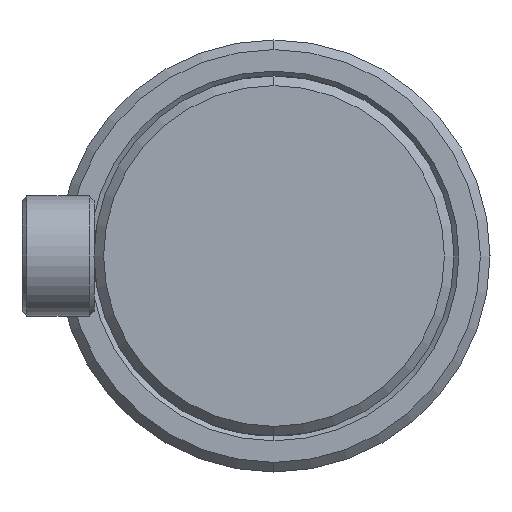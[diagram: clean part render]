
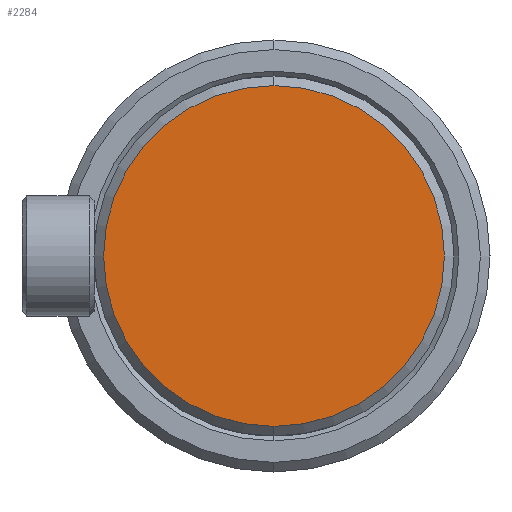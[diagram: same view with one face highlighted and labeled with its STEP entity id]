
A CAD part, left-side view. The second image highlights one B-rep face of the part: STEP entity #2284.
In plain terms, the highlighted planar face has unit normal (-1, 0, 0).
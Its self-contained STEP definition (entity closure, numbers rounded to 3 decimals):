
#68 = VERTEX_POINT ( 'NONE', #1622 ) ;
#132 = CIRCLE ( 'NONE', #1278, 35.5 ) ;
#138 = CARTESIAN_POINT ( 'NONE',  ( -53., 0., 0. ) ) ;
#368 = CARTESIAN_POINT ( 'NONE',  ( -53., 37.5, 0. ) ) ;
#533 = CARTESIAN_POINT ( 'NONE',  ( -53., 0., 0. ) ) ;
#669 = ORIENTED_EDGE ( 'NONE', *, *, #1560, .T. ) ;
#678 = CARTESIAN_POINT ( 'NONE',  ( -53., 0., 35.5 ) ) ;
#683 = ORIENTED_EDGE ( 'NONE', *, *, #1729, .T. ) ;
#844 = PLANE ( 'NONE',  #1269 ) ;
#1178 = VERTEX_POINT ( 'NONE', #678 ) ;
#1269 = AXIS2_PLACEMENT_3D ( 'NONE', #368, #3102, #1548 ) ;
#1271 = DIRECTION ( 'NONE',  ( -1., 0., 0. ) ) ;
#1278 = AXIS2_PLACEMENT_3D ( 'NONE', #533, #2010, #2869 ) ;
#1406 = EDGE_LOOP ( 'NONE', ( #669, #683 ) ) ;
#1529 = AXIS2_PLACEMENT_3D ( 'NONE', #138, #1271, #3091 ) ;
#1548 = DIRECTION ( 'NONE',  ( 0., 0., -1. ) ) ;
#1560 = EDGE_CURVE ( 'NONE', #68, #1178, #132, .T. ) ;
#1622 = CARTESIAN_POINT ( 'NONE',  ( -53., 0., -35.5 ) ) ;
#1729 = EDGE_CURVE ( 'NONE', #1178, #68, #2493, .T. ) ;
#2010 = DIRECTION ( 'NONE',  ( -1., 0., 0. ) ) ;
#2284 = ADVANCED_FACE ( 'NONE', ( #3172 ), #844, .F. ) ;
#2493 = CIRCLE ( 'NONE', #1529, 35.5 ) ;
#2869 = DIRECTION ( 'NONE',  ( 0., 0., -1. ) ) ;
#3091 = DIRECTION ( 'NONE',  ( 0., 0., -1. ) ) ;
#3102 = DIRECTION ( 'NONE',  ( 1., 0., 0. ) ) ;
#3172 = FACE_OUTER_BOUND ( 'NONE', #1406, .T. ) ;
